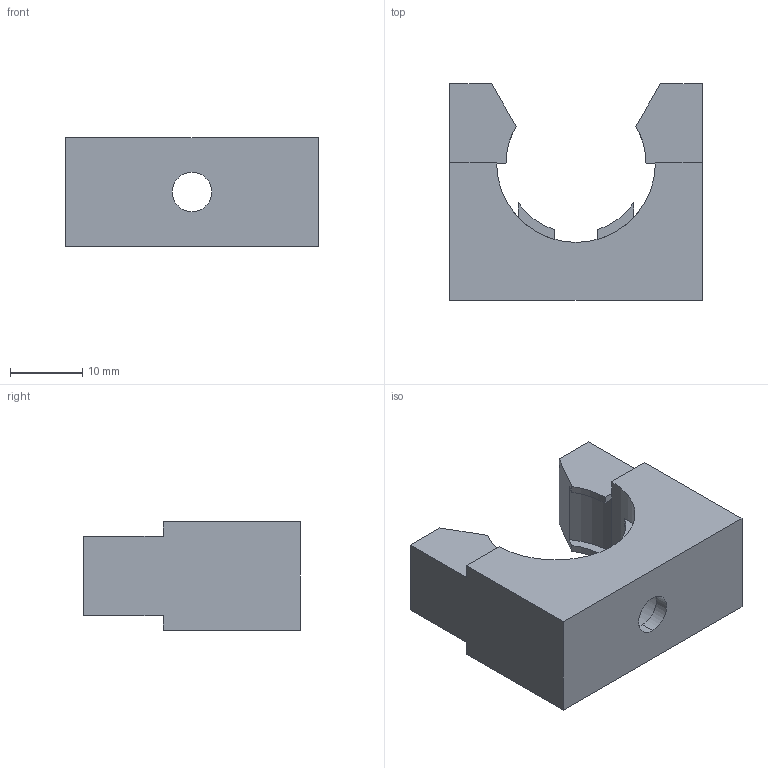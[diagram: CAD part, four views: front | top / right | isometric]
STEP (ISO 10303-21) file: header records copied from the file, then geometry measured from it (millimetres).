
FILE_DESCRIPTION (( 'STEP AP203' ), '1' );
FILE_NAME ('836125.step', '2023-06-13T19:07:40', ( '' ), ( '' ), 'SwSTEP 2.0', 'SolidWorks 2021', '' );
FILE_SCHEMA (( 'CONFIG_CONTROL_DESIGN' ));
Length unit declared in the file: inch
Products named in the file (1): 836125
Bounding box: 35 x 30 x 15 mm (x, y, z)
Volume: 8424.7 mm3; surface area: 3893.6 mm2
Topology: 1 solids, 1 shells, 57 faces, 142 edges, 92 vertices
Faces by surface type: plane 42, cylinder 15
Entity records: 1839 total; most frequent: CARTESIAN_POINT 364, DIRECTION 292, ORIENTED_EDGE 284, EDGE_CURVE 142, LINE 104, VECTOR 104, AXIS2_PLACEMENT_3D 94, VERTEX_POINT 92
